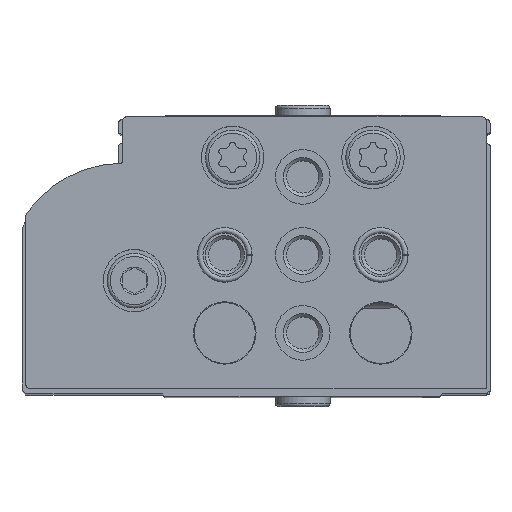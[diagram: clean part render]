
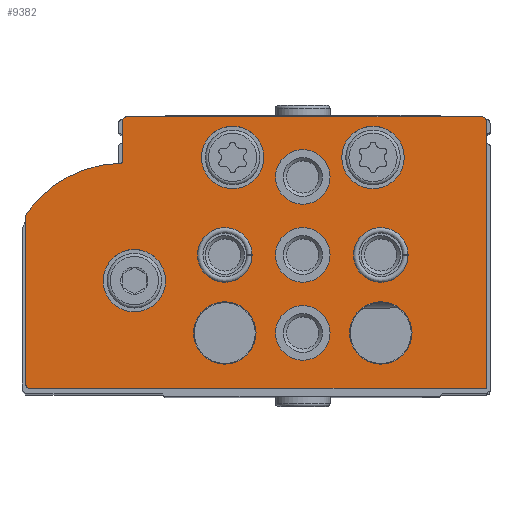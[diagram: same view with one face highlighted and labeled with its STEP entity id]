
A CAD part, top view. The second image highlights one B-rep face of the part: STEP entity #9382.
In plain terms, the highlighted face is planar.
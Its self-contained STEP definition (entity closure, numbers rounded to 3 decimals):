
#940=LINE('',#15964,#1624);
#942=LINE('',#15968,#1626);
#945=LINE('',#15976,#1629);
#950=LINE('',#15992,#1634);
#953=LINE('',#16000,#1637);
#1624=VECTOR('',#12897,1000.);
#1626=VECTOR('',#12901,1000.);
#1629=VECTOR('',#12910,1000.);
#1634=VECTOR('',#12929,1000.);
#1637=VECTOR('',#12938,1000.);
#3512=ORIENTED_EDGE('',*,*,#5219,.T.);
#3513=ORIENTED_EDGE('',*,*,#5220,.T.);
#3514=ORIENTED_EDGE('',*,*,#5221,.T.);
#3515=ORIENTED_EDGE('',*,*,#5222,.T.);
#3516=ORIENTED_EDGE('',*,*,#5223,.T.);
#3517=ORIENTED_EDGE('',*,*,#5224,.T.);
#3518=ORIENTED_EDGE('',*,*,#5225,.T.);
#3519=ORIENTED_EDGE('',*,*,#5226,.T.);
#3520=ORIENTED_EDGE('',*,*,#5227,.T.);
#3521=ORIENTED_EDGE('',*,*,#5228,.T.);
#3522=ORIENTED_EDGE('',*,*,#5196,.F.);
#3523=ORIENTED_EDGE('',*,*,#5217,.F.);
#3524=ORIENTED_EDGE('',*,*,#5215,.F.);
#3525=ORIENTED_EDGE('',*,*,#5213,.F.);
#3526=ORIENTED_EDGE('',*,*,#5211,.T.);
#3527=ORIENTED_EDGE('',*,*,#5209,.F.);
#3528=ORIENTED_EDGE('',*,*,#5207,.F.);
#3529=ORIENTED_EDGE('',*,*,#5205,.F.);
#3530=ORIENTED_EDGE('',*,*,#5203,.F.);
#3531=ORIENTED_EDGE('',*,*,#5201,.F.);
#3532=ORIENTED_EDGE('',*,*,#5199,.F.);
#5196=EDGE_CURVE('',#6232,#6233,#6825,.T.);
#5199=EDGE_CURVE('',#6233,#6234,#940,.T.);
#5201=EDGE_CURVE('',#6234,#6235,#942,.T.);
#5203=EDGE_CURVE('',#6235,#6236,#6826,.T.);
#5205=EDGE_CURVE('',#6236,#6237,#945,.T.);
#5207=EDGE_CURVE('',#6237,#6238,#6827,.T.);
#5209=EDGE_CURVE('',#6238,#6239,#6828,.T.);
#5211=EDGE_CURVE('',#6240,#6239,#6829,.T.);
#5213=EDGE_CURVE('',#6240,#6241,#950,.T.);
#5215=EDGE_CURVE('',#6241,#6242,#6830,.T.);
#5217=EDGE_CURVE('',#6242,#6232,#953,.T.);
#5219=EDGE_CURVE('',#6243,#6243,#6831,.T.);
#5220=EDGE_CURVE('',#6244,#6244,#6832,.T.);
#5221=EDGE_CURVE('',#6245,#6245,#6833,.T.);
#5222=EDGE_CURVE('',#6246,#6246,#6834,.T.);
#5223=EDGE_CURVE('',#6247,#6247,#6835,.T.);
#5224=EDGE_CURVE('',#6248,#6248,#6836,.T.);
#5225=EDGE_CURVE('',#6249,#6249,#6837,.T.);
#5226=EDGE_CURVE('',#6250,#6250,#6838,.T.);
#5227=EDGE_CURVE('',#6251,#6251,#6839,.T.);
#5228=EDGE_CURVE('',#6252,#6252,#6840,.T.);
#6232=VERTEX_POINT('',#15959);
#6233=VERTEX_POINT('',#15960);
#6234=VERTEX_POINT('',#15965);
#6235=VERTEX_POINT('',#15969);
#6236=VERTEX_POINT('',#15973);
#6237=VERTEX_POINT('',#15977);
#6238=VERTEX_POINT('',#15981);
#6239=VERTEX_POINT('',#15985);
#6240=VERTEX_POINT('',#15989);
#6241=VERTEX_POINT('',#15993);
#6242=VERTEX_POINT('',#15997);
#6243=VERTEX_POINT('',#16004);
#6244=VERTEX_POINT('',#16006);
#6245=VERTEX_POINT('',#16008);
#6246=VERTEX_POINT('',#16010);
#6247=VERTEX_POINT('',#16012);
#6248=VERTEX_POINT('',#16014);
#6249=VERTEX_POINT('',#16016);
#6250=VERTEX_POINT('',#16018);
#6251=VERTEX_POINT('',#16020);
#6252=VERTEX_POINT('',#16022);
#6825=CIRCLE('',#10569,0.5);
#6826=CIRCLE('',#10573,0.5);
#6827=CIRCLE('',#10576,1.);
#6828=CIRCLE('',#10578,15.);
#6829=CIRCLE('',#10580,0.3);
#6830=CIRCLE('',#10583,0.5);
#6831=CIRCLE('',#10586,4.);
#6832=CIRCLE('',#10587,4.);
#6833=CIRCLE('',#10588,4.);
#6834=CIRCLE('',#10589,3.5);
#6835=CIRCLE('',#10590,3.5);
#6836=CIRCLE('',#10591,3.5);
#6837=CIRCLE('',#10592,3.5);
#6838=CIRCLE('',#10593,3.5);
#6839=CIRCLE('',#10594,4.);
#6840=CIRCLE('',#10595,4.);
#7542=EDGE_LOOP('',(#3512));
#7543=EDGE_LOOP('',(#3513));
#7544=EDGE_LOOP('',(#3514));
#7545=EDGE_LOOP('',(#3515));
#7546=EDGE_LOOP('',(#3516));
#7547=EDGE_LOOP('',(#3517));
#7548=EDGE_LOOP('',(#3518));
#7549=EDGE_LOOP('',(#3519));
#7550=EDGE_LOOP('',(#3520));
#7551=EDGE_LOOP('',(#3521));
#7552=EDGE_LOOP('',(#3522,#3523,#3524,#3525,#3526,#3527,#3528,#3529,#3530,
#3531,#3532));
#8401=FACE_BOUND('',#7542,.T.);
#8402=FACE_BOUND('',#7543,.T.);
#8403=FACE_BOUND('',#7544,.T.);
#8404=FACE_BOUND('',#7545,.T.);
#8405=FACE_BOUND('',#7546,.T.);
#8406=FACE_BOUND('',#7547,.T.);
#8407=FACE_BOUND('',#7548,.T.);
#8408=FACE_BOUND('',#7549,.T.);
#8409=FACE_BOUND('',#7550,.T.);
#8410=FACE_BOUND('',#7551,.T.);
#8411=FACE_BOUND('',#7552,.T.);
#8933=PLANE('',#10585);
#9382=ADVANCED_FACE('',(#8401,#8402,#8403,#8404,#8405,#8406,#8407,#8408,
#8409,#8410,#8411),#8933,.F.);
#10569=AXIS2_PLACEMENT_3D('',#15958,#12891,#12892);
#10573=AXIS2_PLACEMENT_3D('',#15972,#12905,#12906);
#10576=AXIS2_PLACEMENT_3D('',#15980,#12914,#12915);
#10578=AXIS2_PLACEMENT_3D('',#15984,#12919,#12920);
#10580=AXIS2_PLACEMENT_3D('',#15988,#12924,#12925);
#10583=AXIS2_PLACEMENT_3D('',#15996,#12933,#12934);
#10585=AXIS2_PLACEMENT_3D('',#16002,#12940,#12941);
#10586=AXIS2_PLACEMENT_3D('',#16003,#12942,#12943);
#10587=AXIS2_PLACEMENT_3D('',#16005,#12944,#12945);
#10588=AXIS2_PLACEMENT_3D('',#16007,#12946,#12947);
#10589=AXIS2_PLACEMENT_3D('',#16009,#12948,#12949);
#10590=AXIS2_PLACEMENT_3D('',#16011,#12950,#12951);
#10591=AXIS2_PLACEMENT_3D('',#16013,#12952,#12953);
#10592=AXIS2_PLACEMENT_3D('',#16015,#12954,#12955);
#10593=AXIS2_PLACEMENT_3D('',#16017,#12956,#12957);
#10594=AXIS2_PLACEMENT_3D('',#16019,#12958,#12959);
#10595=AXIS2_PLACEMENT_3D('',#16021,#12960,#12961);
#12891=DIRECTION('',(0.,0.,1.));
#12892=DIRECTION('',(1.,0.,0.));
#12897=DIRECTION('',(0.,-1.,0.));
#12901=DIRECTION('',(1.,0.,0.));
#12905=DIRECTION('',(0.,0.,1.));
#12906=DIRECTION('',(1.,0.,0.));
#12910=DIRECTION('',(0.,1.,0.));
#12914=DIRECTION('',(0.,0.,1.));
#12915=DIRECTION('',(1.,0.,0.));
#12919=DIRECTION('',(0.,0.,1.));
#12920=DIRECTION('',(1.,0.,0.));
#12924=DIRECTION('',(0.,0.,1.));
#12925=DIRECTION('',(1.,0.,0.));
#12929=DIRECTION('',(0.,1.,0.));
#12933=DIRECTION('',(0.,0.,1.));
#12934=DIRECTION('',(1.,0.,0.));
#12938=DIRECTION('',(-1.,0.,0.));
#12940=DIRECTION('',(0.,0.,1.));
#12941=DIRECTION('',(1.,0.,0.));
#12942=DIRECTION('',(0.,0.,1.));
#12943=DIRECTION('',(1.,0.,0.));
#12944=DIRECTION('',(0.,0.,1.));
#12945=DIRECTION('',(1.,0.,0.));
#12946=DIRECTION('',(0.,0.,1.));
#12947=DIRECTION('',(1.,0.,0.));
#12948=DIRECTION('',(0.,0.,1.));
#12949=DIRECTION('',(1.,0.,0.));
#12950=DIRECTION('',(0.,0.,1.));
#12951=DIRECTION('',(1.,0.,0.));
#12952=DIRECTION('',(0.,0.,1.));
#12953=DIRECTION('',(1.,0.,0.));
#12954=DIRECTION('',(0.,0.,1.));
#12955=DIRECTION('',(1.,0.,0.));
#12956=DIRECTION('',(0.,0.,1.));
#12957=DIRECTION('',(1.,0.,0.));
#12958=DIRECTION('',(0.,0.,1.));
#12959=DIRECTION('',(1.,0.,0.));
#12960=DIRECTION('',(0.,0.,1.));
#12961=DIRECTION('',(1.,0.,0.));
#15958=CARTESIAN_POINT('',(0.5,34.3,0.));
#15959=CARTESIAN_POINT('',(0.5,34.8,0.));
#15960=CARTESIAN_POINT('',(0.,34.3,0.));
#15964=CARTESIAN_POINT('',(0.,34.3,0.));
#15965=CARTESIAN_POINT('',(0.,0.,0.));
#15968=CARTESIAN_POINT('',(0.,0.,0.));
#15969=CARTESIAN_POINT('',(58.5,0.,0.));
#15972=CARTESIAN_POINT('',(58.5,0.5,0.));
#15973=CARTESIAN_POINT('',(59.,0.5,0.));
#15976=CARTESIAN_POINT('',(59.,0.5,0.));
#15977=CARTESIAN_POINT('',(59.,21.976,0.));
#15980=CARTESIAN_POINT('',(58.,21.976,0.));
#15981=CARTESIAN_POINT('',(58.814,22.557,0.));
#15984=CARTESIAN_POINT('',(46.6,13.85,0.));
#15985=CARTESIAN_POINT('',(46.894,28.847,0.));
#15988=CARTESIAN_POINT('',(46.9,29.147,0.));
#15989=CARTESIAN_POINT('',(46.6,29.147,0.));
#15992=CARTESIAN_POINT('',(46.6,29.147,0.));
#15993=CARTESIAN_POINT('',(46.6,34.3,0.));
#15996=CARTESIAN_POINT('',(46.1,34.3,0.));
#15997=CARTESIAN_POINT('',(46.1,34.8,0.));
#16000=CARTESIAN_POINT('',(46.1,34.8,0.));
#16002=CARTESIAN_POINT('',(0.5,34.3,0.));
#16003=CARTESIAN_POINT('',(45.1,13.8,0.));
#16004=CARTESIAN_POINT('',(49.1,13.8,0.));
#16005=CARTESIAN_POINT('',(32.5,29.6,0.));
#16006=CARTESIAN_POINT('',(36.5,29.6,0.));
#16007=CARTESIAN_POINT('',(14.5,29.6,0.));
#16008=CARTESIAN_POINT('',(18.5,29.6,0.));
#16009=CARTESIAN_POINT('',(23.5,27.1,0.));
#16010=CARTESIAN_POINT('',(27.,27.1,0.));
#16011=CARTESIAN_POINT('',(33.5,17.1,0.));
#16012=CARTESIAN_POINT('',(37.,17.1,0.));
#16013=CARTESIAN_POINT('',(23.5,17.1,0.));
#16014=CARTESIAN_POINT('',(27.,17.1,0.));
#16015=CARTESIAN_POINT('',(13.5,17.1,0.));
#16016=CARTESIAN_POINT('',(17.,17.1,0.));
#16017=CARTESIAN_POINT('',(23.5,7.1,0.));
#16018=CARTESIAN_POINT('',(27.,7.1,0.));
#16019=CARTESIAN_POINT('',(33.5,7.1,0.));
#16020=CARTESIAN_POINT('',(37.5,7.1,0.));
#16021=CARTESIAN_POINT('',(13.5,7.1,0.));
#16022=CARTESIAN_POINT('',(17.5,7.1,0.));
